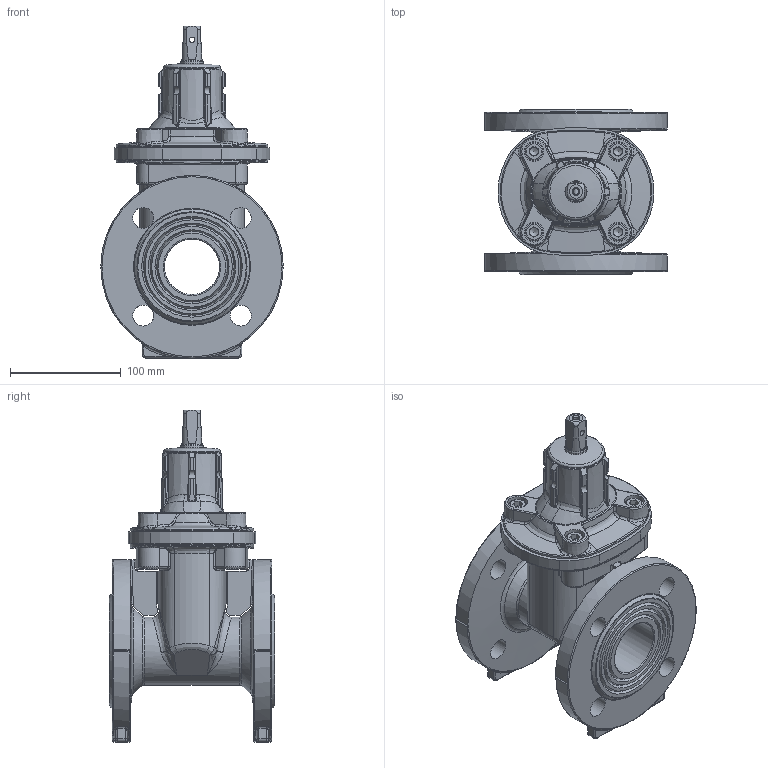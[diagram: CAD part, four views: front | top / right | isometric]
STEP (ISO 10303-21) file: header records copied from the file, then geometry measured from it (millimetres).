
FILE_DESCRIPTION (( 'STEP AP203' ), '1' );
FILE_NAME ('Gate Valve DN 50.STEP', '2016-12-15T11:33:22', ( '' ), ( '' ), 'SwSTEP 2.0', 'SolidWorks 2015', '' );
FILE_SCHEMA (( 'CONFIG_CONTROL_DESIGN' ));
Length unit declared in the file: millimetre
Products named in the file (1): Gate Valve DN 50
Bounding box: 164.99 x 150 x 300.35 mm (x, y, z)
Surface area: 210964.5 mm2 (no closed solid volume)
Topology: 0 solids, 13 shells, 692 faces, 1862 edges, 1151 vertices
Faces by surface type: bspline 268, cylinder 145, plane 141, torus 82, cone 52, sphere 4
Full cylindrical faces by diameter (mm): 5 x2, 18 x4, 19 x9, 20 x1, 50 x1, 51 x1
Entity records: 32541 total; most frequent: CARTESIAN_POINT 18179, ORIENTED_EDGE 3262, DIRECTION 2414, EDGE_CURVE 1763, VERTEX_POINT 1127, AXIS2_PLACEMENT_3D 1026, EDGE_LOOP 782, FACE_OUTER_BOUND 722
